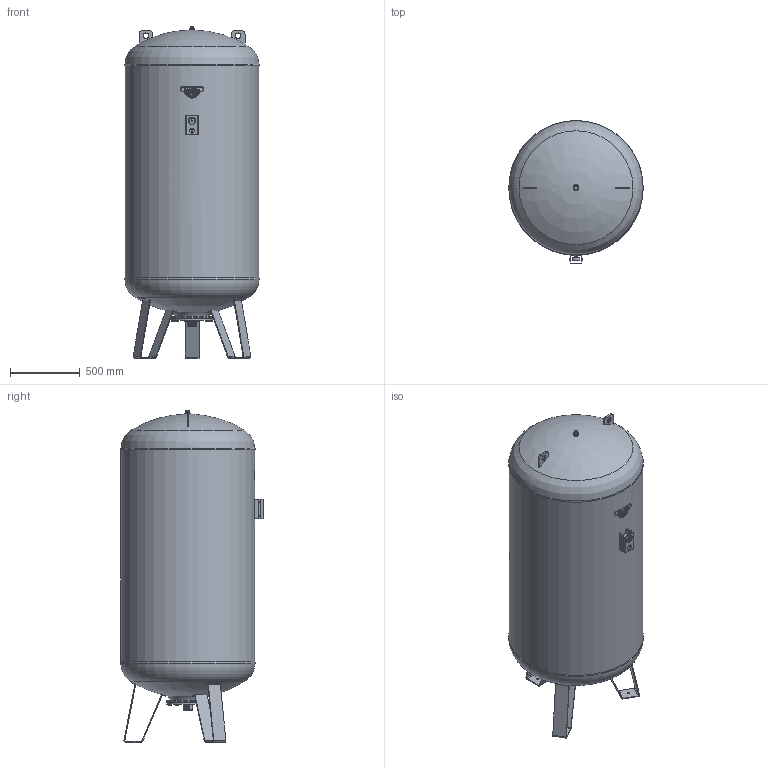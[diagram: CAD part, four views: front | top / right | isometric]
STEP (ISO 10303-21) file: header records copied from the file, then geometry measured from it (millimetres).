
FILE_DESCRIPTION(/* description */ (''),/* implementation_level */ '2;1');
FILE_NAME(/* name */ '16_ULTRA-PRO 1500L V 10bar_11001500021.stp',/* time_stamp */ '2019-09-03T15:06:39+03:00',/* author */ ('shkarinov'),/* organization */ (''),/* preprocessor_version */ 'ST-DEVELOPER v16.5',/* originating_system */ 'Autodesk Inventor 2017',/* authorisation */ '');
FILE_SCHEMA (('AUTOMOTIVE_DESIGN { 1 0 10303 214 3 1 1 }'));
Length unit declared in the file: inch
Products named in the file (1): 16_ULTRA-PRO 1500L V 10bar_11001500021
Bounding box: 964.5 x 1024.37 x 2380 mm (x, y, z)
Volume: 1355264139 mm3; surface area: 7641097.5 mm2
Topology: 5 solids, 7 shells, 699 faces, 1707 edges, 1100 vertices
Faces by surface type: plane 403, cylinder 139, torus 119, cone 36, bspline 2
Full cylindrical faces by diameter (mm): 6 x4, 8 x2, 10.734 x1, 12 x10, 12.26 x1, 12.78 x1, 12.825 x1, 14 x3, 22.804 x1, 35 x1, 40 x2, 43 x1, 52.09 x1, 55 x1, 57.001 x1, 65 x1, 300 x2, 960 x3
Entity records: 21688 total; most frequent: CARTESIAN_POINT 5419, DIRECTION 3143, ORIENTED_EDGE 2988, EDGE_CURVE 1491, AXIS2_PLACEMENT_3D 1161, VERTEX_POINT 1075, EDGE_LOOP 1018, LINE 821
